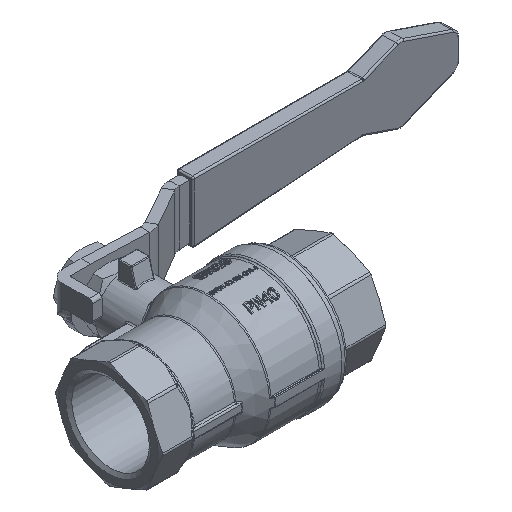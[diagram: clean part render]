
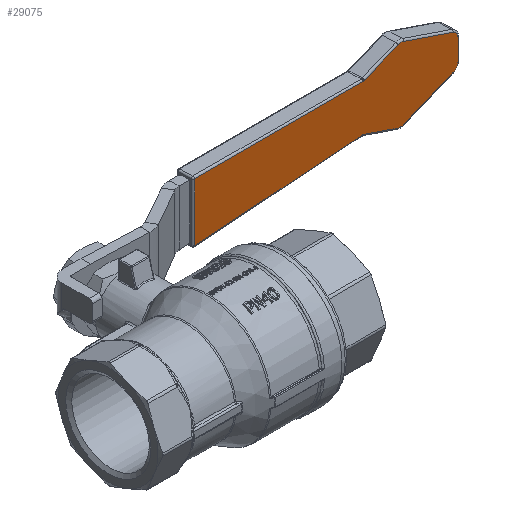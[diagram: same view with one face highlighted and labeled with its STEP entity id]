
A CAD part, isometric view. The second image highlights one B-rep face of the part: STEP entity #29075.
In plain terms, the highlighted planar face has unit normal (0.035, -0.999, 0).
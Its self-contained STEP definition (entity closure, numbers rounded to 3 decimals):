
#131 = VERTEX_POINT ( 'NONE', #64776 ) ;
#946 = VECTOR ( 'NONE', #33447, 1000. ) ;
#1378 = VECTOR ( 'NONE', #18393, 1000. ) ;
#1513 = CARTESIAN_POINT ( 'NONE',  ( 28.361, 43.505, -9.215 ) ) ;
#2674 = VERTEX_POINT ( 'NONE', #24501 ) ;
#2767 = LINE ( 'NONE', #13409, #18819 ) ;
#3074 = DIRECTION ( 'NONE',  ( -0.035, 0.999, 0. ) ) ;
#3144 = DIRECTION ( 'NONE',  ( 0.999, 0.035, -0.034 ) ) ;
#3358 = CARTESIAN_POINT ( 'NONE',  ( 102.906, 46.108, 11.221 ) ) ;
#4213 = DIRECTION ( 'NONE',  ( -0.035, 0.999, 0. ) ) ;
#4528 = EDGE_CURVE ( 'NONE', #70711, #15214, #54912, .T. ) ;
#5650 = VERTEX_POINT ( 'NONE', #72437 ) ;
#6215 = CARTESIAN_POINT ( 'NONE',  ( 89.836, 45.652, 8.68 ) ) ;
#6494 = DIRECTION ( 'NONE',  ( 0.035, -0.999, 0. ) ) ;
#6697 = ORIENTED_EDGE ( 'NONE', *, *, #7025, .F. ) ;
#6856 = AXIS2_PLACEMENT_3D ( 'NONE', #36241, #68935, #57191 ) ;
#7025 = EDGE_CURVE ( 'NONE', #131, #62282, #50346, .T. ) ;
#7081 = CIRCLE ( 'NONE', #45733, 1.5 ) ;
#7284 = DIRECTION ( 'NONE',  ( 0.157, 0.005, -0.988 ) ) ;
#7561 = EDGE_CURVE ( 'NONE', #5650, #70711, #38150, .T. ) ;
#7767 = CARTESIAN_POINT ( 'NONE',  ( 44.952, 44.084, -0.78 ) ) ;
#7965 = CIRCLE ( 'NONE', #26692, 2.5 ) ;
#9794 = ORIENTED_EDGE ( 'NONE', *, *, #31844, .F. ) ;
#10869 = ORIENTED_EDGE ( 'NONE', *, *, #7561, .F. ) ;
#11005 = AXIS2_PLACEMENT_3D ( 'NONE', #45020, #6494, #17854 ) ;
#11574 = EDGE_LOOP ( 'NONE', ( #23208, #12751, #26532, #6697, #33910, #24671, #68195, #10869, #63343, #16119, #30698, #47879, #9794, #48251 ) ) ;
#12530 = CARTESIAN_POINT ( 'NONE',  ( 78.654, 45.261, -20.053 ) ) ;
#12751 = ORIENTED_EDGE ( 'NONE', *, *, #66233, .F. ) ;
#12913 = EDGE_CURVE ( 'NONE', #15214, #23990, #28672, .T. ) ;
#13409 = CARTESIAN_POINT ( 'NONE',  ( 87.899, 45.584, 16.686 ) ) ;
#13890 = CARTESIAN_POINT ( 'NONE',  ( 89.785, 45.65, 7.181 ) ) ;
#14456 = VECTOR ( 'NONE', #61211, 1000. ) ;
#15214 = VERTEX_POINT ( 'NONE', #24891 ) ;
#15757 = VERTEX_POINT ( 'NONE', #13890 ) ;
#15870 = DIRECTION ( 'NONE',  ( 0., 0., 1. ) ) ;
#16119 = ORIENTED_EDGE ( 'NONE', *, *, #33122, .F. ) ;
#16248 = EDGE_CURVE ( 'NONE', #38471, #19603, #7965, .T. ) ;
#16347 = PLANE ( 'NONE',  #59029 ) ;
#16370 = VERTEX_POINT ( 'NONE', #27951 ) ;
#16401 = CARTESIAN_POINT ( 'NONE',  ( 74.779, 45.126, 1.6 ) ) ;
#17116 = EDGE_CURVE ( 'NONE', #23990, #131, #19751, .T. ) ;
#17854 = DIRECTION ( 'NONE',  ( 0.157, 0.005, 0.988 ) ) ;
#18393 = DIRECTION ( 'NONE',  ( -0.999, -0.035, -0.034 ) ) ;
#18779 = DIRECTION ( 'NONE',  ( 0., 0., 1. ) ) ;
#18819 = VECTOR ( 'NONE', #69192, 1000. ) ;
#19111 = VECTOR ( 'NONE', #3144, 1000. ) ;
#19603 = VERTEX_POINT ( 'NONE', #3358 ) ;
#19751 = CIRCLE ( 'NONE', #6856, 2.5 ) ;
#21954 = EDGE_CURVE ( 'NONE', #16370, #38471, #32527, .T. ) ;
#22302 = EDGE_CURVE ( 'NONE', #29526, #15757, #48267, .T. ) ;
#23208 = ORIENTED_EDGE ( 'NONE', *, *, #62384, .F. ) ;
#23425 = DIRECTION ( 'NONE',  ( 0.819, 0.029, 0.574 ) ) ;
#23892 = LINE ( 'NONE', #1513, #1378 ) ;
#23990 = VERTEX_POINT ( 'NONE', #57971 ) ;
#24154 = CARTESIAN_POINT ( 'NONE',  ( 118.041, 46.637, 3.048 ) ) ;
#24501 = CARTESIAN_POINT ( 'NONE',  ( 89.688, 45.647, -7.145 ) ) ;
#24671 = ORIENTED_EDGE ( 'NONE', *, *, #12913, .F. ) ;
#24891 = CARTESIAN_POINT ( 'NONE',  ( 118.896, 46.667, -5.397 ) ) ;
#25860 = DIRECTION ( 'NONE',  ( 0.819, 0.029, -0.574 ) ) ;
#26532 = ORIENTED_EDGE ( 'NONE', *, *, #42003, .F. ) ;
#26692 = AXIS2_PLACEMENT_3D ( 'NONE', #41927, #3074, #15870 ) ;
#27951 = CARTESIAN_POINT ( 'NONE',  ( 90.349, 45.67, 7.27 ) ) ;
#28563 = CARTESIAN_POINT ( 'NONE',  ( 90.252, 45.666, -7.235 ) ) ;
#28672 = LINE ( 'NONE', #12530, #66826 ) ;
#29075 = ADVANCED_FACE ( 'NONE', ( #44214 ), #16347, .F. ) ;
#29526 = VERTEX_POINT ( 'NONE', #72138 ) ;
#30698 = ORIENTED_EDGE ( 'NONE', *, *, #16248, .F. ) ;
#30884 = CIRCLE ( 'NONE', #11005, 1.5 ) ;
#31844 = EDGE_CURVE ( 'NONE', #15757, #16370, #7081, .T. ) ;
#32527 = LINE ( 'NONE', #16401, #14456 ) ;
#32962 = AXIS2_PLACEMENT_3D ( 'NONE', #24154, #62028, #23425 ) ;
#33122 = EDGE_CURVE ( 'NONE', #19603, #49876, #2767, .T. ) ;
#33447 = DIRECTION ( 'NONE',  ( -0.939, -0.033, 0.342 ) ) ;
#33910 = ORIENTED_EDGE ( 'NONE', *, *, #17116, .F. ) ;
#36241 = CARTESIAN_POINT ( 'NONE',  ( 102.051, 46.078, -8.872 ) ) ;
#36414 = CARTESIAN_POINT ( 'NONE',  ( 35.592, 43.758, -8.971 ) ) ;
#36735 = DIRECTION ( 'NONE',  ( -0.035, 0.999, 0. ) ) ;
#38150 = LINE ( 'NONE', #60587, #60828 ) ;
#38471 = VERTEX_POINT ( 'NONE', #44961 ) ;
#39769 = VERTEX_POINT ( 'NONE', #36414 ) ;
#40020 = DIRECTION ( 'NONE',  ( -0.939, -0.033, -0.342 ) ) ;
#40268 = DIRECTION ( 'NONE',  ( 0., 0., 1. ) ) ;
#41364 = CARTESIAN_POINT ( 'NONE',  ( 35.592, 43.758, -0.39 ) ) ;
#41927 = CARTESIAN_POINT ( 'NONE',  ( 102.051, 46.078, 8.872 ) ) ;
#42003 = EDGE_CURVE ( 'NONE', #62282, #2674, #30884, .T. ) ;
#42330 = CIRCLE ( 'NONE', #32962, 2.5 ) ;
#44214 = FACE_OUTER_BOUND ( 'NONE', #11574, .T. ) ;
#44669 = CARTESIAN_POINT ( 'NONE',  ( 120.54, 46.724, -3.048 ) ) ;
#44961 = CARTESIAN_POINT ( 'NONE',  ( 101.197, 46.049, 11.221 ) ) ;
#45020 = CARTESIAN_POINT ( 'NONE',  ( 89.739, 45.648, -8.644 ) ) ;
#45331 = CARTESIAN_POINT ( 'NONE',  ( 118.896, 46.667, 5.397 ) ) ;
#45733 = AXIS2_PLACEMENT_3D ( 'NONE', #6215, #50961, #7284 ) ;
#47543 = CARTESIAN_POINT ( 'NONE',  ( 67.726, 44.88, 7.942 ) ) ;
#47879 = ORIENTED_EDGE ( 'NONE', *, *, #21954, .F. ) ;
#48251 = ORIENTED_EDGE ( 'NONE', *, *, #22302, .F. ) ;
#48267 = LINE ( 'NONE', #47543, #19111 ) ;
#49037 = AXIS2_PLACEMENT_3D ( 'NONE', #60025, #4213, #25860 ) ;
#49177 = DIRECTION ( 'NONE',  ( 0., 0., -1. ) ) ;
#49876 = VERTEX_POINT ( 'NONE', #45331 ) ;
#49984 = CARTESIAN_POINT ( 'NONE',  ( 69.033, 44.925, 0.493 ) ) ;
#50346 = LINE ( 'NONE', #49984, #946 ) ;
#50595 = VECTOR ( 'NONE', #40268, 1000. ) ;
#50961 = DIRECTION ( 'NONE',  ( 0.035, -0.999, 0. ) ) ;
#51326 = LINE ( 'NONE', #41364, #50595 ) ;
#54912 = CIRCLE ( 'NONE', #49037, 2.5 ) ;
#57191 = DIRECTION ( 'NONE',  ( 0., 0., -1. ) ) ;
#57971 = CARTESIAN_POINT ( 'NONE',  ( 102.906, 46.108, -11.221 ) ) ;
#59029 = AXIS2_PLACEMENT_3D ( 'NONE', #7767, #36735, #18779 ) ;
#60025 = CARTESIAN_POINT ( 'NONE',  ( 118.041, 46.637, -3.048 ) ) ;
#60587 = CARTESIAN_POINT ( 'NONE',  ( 120.54, 46.724, -2.614 ) ) ;
#60828 = VECTOR ( 'NONE', #49177, 1000. ) ;
#61211 = DIRECTION ( 'NONE',  ( 0.939, 0.033, 0.342 ) ) ;
#62028 = DIRECTION ( 'NONE',  ( -0.035, 0.999, 0. ) ) ;
#62282 = VERTEX_POINT ( 'NONE', #28563 ) ;
#62384 = EDGE_CURVE ( 'NONE', #39769, #29526, #51326, .T. ) ;
#63343 = ORIENTED_EDGE ( 'NONE', *, *, #65167, .F. ) ;
#64776 = CARTESIAN_POINT ( 'NONE',  ( 101.197, 46.049, -11.221 ) ) ;
#65167 = EDGE_CURVE ( 'NONE', #49876, #5650, #42330, .T. ) ;
#66233 = EDGE_CURVE ( 'NONE', #2674, #39769, #23892, .T. ) ;
#66826 = VECTOR ( 'NONE', #40020, 1000. ) ;
#68195 = ORIENTED_EDGE ( 'NONE', *, *, #4528, .F. ) ;
#68935 = DIRECTION ( 'NONE',  ( -0.035, 0.999, 0. ) ) ;
#69192 = DIRECTION ( 'NONE',  ( 0.939, 0.033, -0.342 ) ) ;
#70711 = VERTEX_POINT ( 'NONE', #44669 ) ;
#72138 = CARTESIAN_POINT ( 'NONE',  ( 35.592, 43.758, 9.051 ) ) ;
#72437 = CARTESIAN_POINT ( 'NONE',  ( 120.54, 46.724, 3.048 ) ) ;
